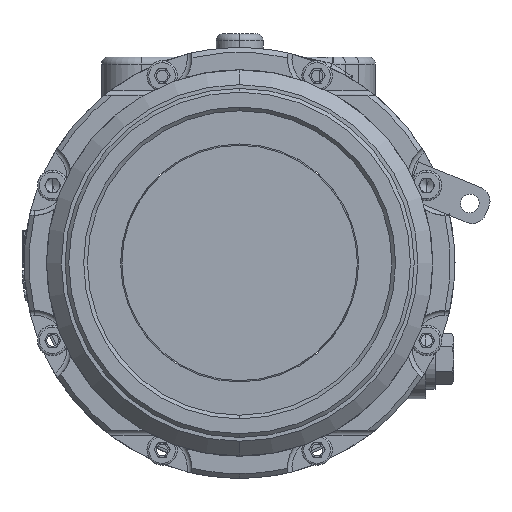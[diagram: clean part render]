
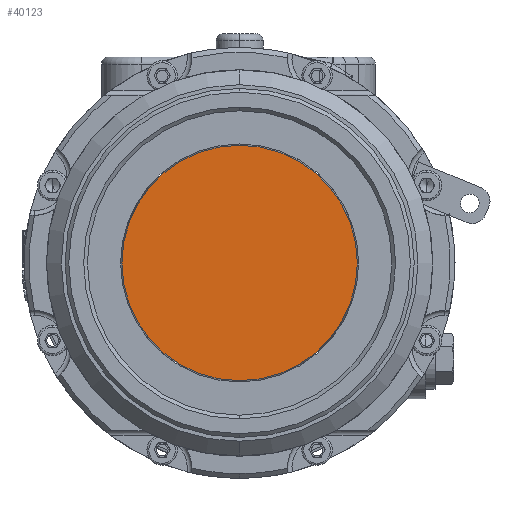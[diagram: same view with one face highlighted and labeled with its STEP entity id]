
A CAD part, left-side view. The second image highlights one B-rep face of the part: STEP entity #40123.
In plain terms, the highlighted planar face has unit normal (-1, 0, 0).
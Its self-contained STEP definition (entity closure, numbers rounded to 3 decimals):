
#737 = EDGE_LOOP ( 'NONE', ( #58521, #58530 ) ) ;
#6544 = CARTESIAN_POINT ( 'NONE',  ( -168.298, 0., 0. ) ) ;
#6545 = PLANE ( 'NONE',  #54689 ) ;
#6554 = DIRECTION ( 'NONE',  ( 1., 0., 0. ) ) ;
#6555 = DIRECTION ( 'NONE',  ( 0., 0., -1. ) ) ;
#7851 = AXIS2_PLACEMENT_3D ( 'NONE', #20712, #20465, #20608 ) ;
#7854 = AXIS2_PLACEMENT_3D ( 'NONE', #20260, #20427, #20424 ) ;
#12764 = FACE_OUTER_BOUND ( 'NONE', #737, .T. ) ;
#15569 = CIRCLE ( 'NONE', #7854, 50.3 ) ;
#15571 = CIRCLE ( 'NONE', #7851, 50.3 ) ;
#19403 = EDGE_CURVE ( 'NONE', #61306, #60480, #15571, .T. ) ;
#19404 = EDGE_CURVE ( 'NONE', #60480, #61306, #15569, .T. ) ;
#20260 = CARTESIAN_POINT ( 'NONE',  ( -168.298, 0., 0. ) ) ;
#20424 = DIRECTION ( 'NONE',  ( 0., 0., 1. ) ) ;
#20427 = DIRECTION ( 'NONE',  ( -1., 0., 0. ) ) ;
#20465 = DIRECTION ( 'NONE',  ( -1., 0., 0. ) ) ;
#20608 = DIRECTION ( 'NONE',  ( 0., 0., 1. ) ) ;
#20712 = CARTESIAN_POINT ( 'NONE',  ( -168.298, 0., 0. ) ) ;
#40123 = ADVANCED_FACE ( 'NONE', ( #12764 ), #6545, .F. ) ;
#46798 = CARTESIAN_POINT ( 'NONE',  ( -168.298, 0., -50.3 ) ) ;
#47561 = CARTESIAN_POINT ( 'NONE',  ( -168.298, 0., 50.3 ) ) ;
#54689 = AXIS2_PLACEMENT_3D ( 'NONE', #6544, #6554, #6555 ) ;
#58521 = ORIENTED_EDGE ( 'NONE', *, *, #19404, .T. ) ;
#58530 = ORIENTED_EDGE ( 'NONE', *, *, #19403, .T. ) ;
#60480 = VERTEX_POINT ( 'NONE', #46798 ) ;
#61306 = VERTEX_POINT ( 'NONE', #47561 ) ;
